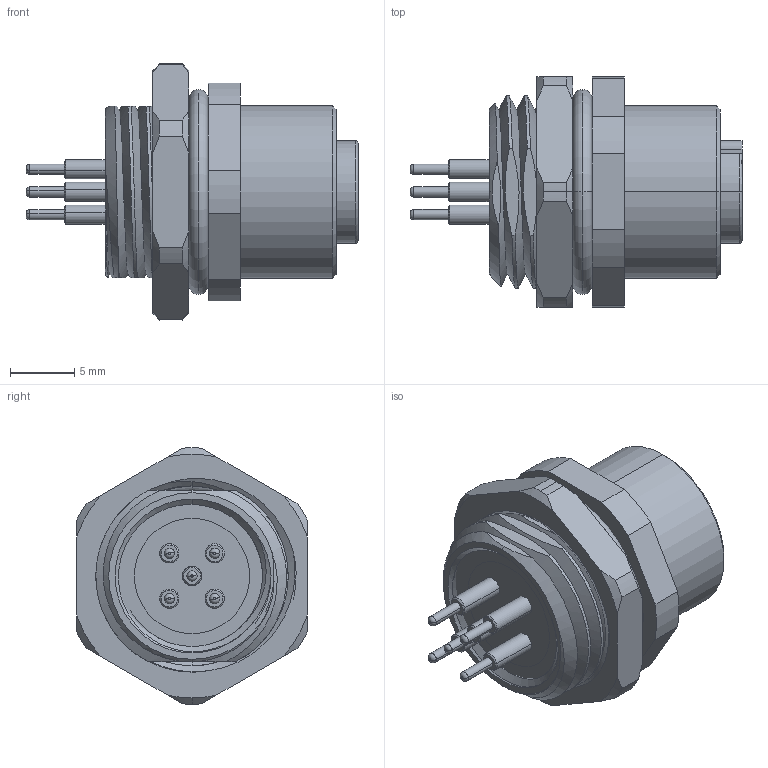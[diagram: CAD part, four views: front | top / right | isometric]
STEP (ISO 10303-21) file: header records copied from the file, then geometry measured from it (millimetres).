
FILE_DESCRIPTION (( 'STEP AP203' ), '1' );
FILE_NAME ('54-00351_revA.STEP', '2023-05-19T15:53:51', ( '' ), ( '' ), 'SwSTEP 2.0', 'SolidWorks 2021', '' );
FILE_SCHEMA (( 'CONFIG_CONTROL_DESIGN' ));
Length unit declared in the file: millimetre
Products named in the file (7): 54-00351-04___; 54-00351_revA; 54-00351-06___; 54-00351-02___; 54-00351-01___; 54-00351-03___; 54-00351-05___
Assembly tree (10 placements, depth 2):
  54-00351_revA
    54-00351-01___
    54-00351-02___
    54-00351-03___  x5
    54-00351-06___
    54-00351-05___
    54-00351-04___
Bounding box: 25.9 x 18 x 20 mm (x, y, z)
Volume: 2856.2 mm3; surface area: 5630.8 mm2
Topology: 11 solids, 11 shells, 358 faces, 886 edges, 562 vertices
Faces by surface type: cylinder 147, plane 108, cone 53, torus 41, bspline 9
Entity records: 10975 total; most frequent: CARTESIAN_POINT 4762, ORIENTED_EDGE 1176, DIRECTION 1097, EDGE_CURVE 588, AXIS2_PLACEMENT_3D 444, VERTEX_POINT 382, EDGE_LOOP 260, FACE_OUTER_BOUND 230
